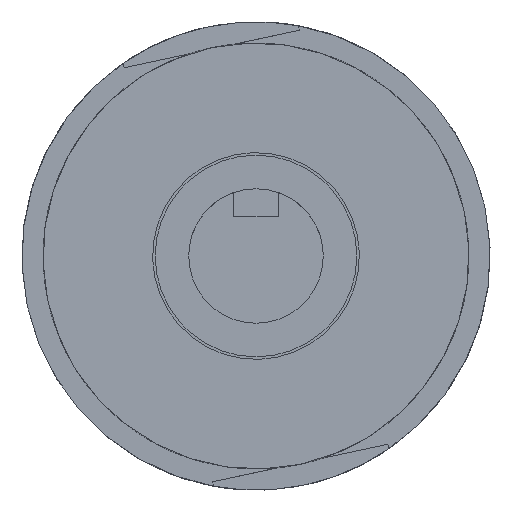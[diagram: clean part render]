
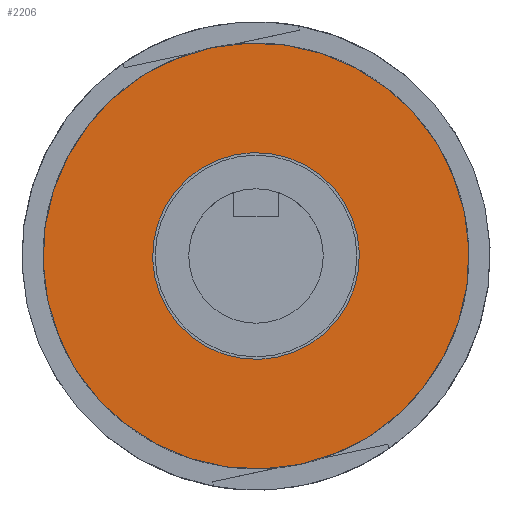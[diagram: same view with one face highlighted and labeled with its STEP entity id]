
A CAD part, front view. The second image highlights one B-rep face of the part: STEP entity #2206.
In plain terms, the highlighted planar face has unit normal (0, -1, 0).
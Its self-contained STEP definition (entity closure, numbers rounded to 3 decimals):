
#8 = AXIS2_PLACEMENT_3D ( 'NONE', #1428, #581, #1243 ) ;
#84 = AXIS2_PLACEMENT_3D ( 'NONE', #196, #2416, #1713 ) ;
#182 = CARTESIAN_POINT ( 'NONE',  ( -72.025, -59.317, -10.301 ) ) ;
#196 = CARTESIAN_POINT ( 'NONE',  ( -81.046, -59.317, -12.228 ) ) ;
#199 = EDGE_LOOP ( 'NONE', ( #327, #959 ) ) ;
#214 = FACE_BOUND ( 'NONE', #1205, .T. ) ;
#327 = ORIENTED_EDGE ( 'NONE', *, *, #1965, .T. ) ;
#381 = DIRECTION ( 'NONE',  ( -0.209, 0., 0.978 ) ) ;
#551 = CIRCLE ( 'NONE', #8, 9.225 ) ;
#581 = DIRECTION ( 'NONE',  ( 0., -1., 0. ) ) ;
#699 = DIRECTION ( 'NONE',  ( -0.209, 0., 0.978 ) ) ;
#721 = EDGE_CURVE ( 'NONE', #2041, #1546, #1945, .T. ) ;
#736 = DIRECTION ( 'NONE',  ( 0., -1., 0. ) ) ;
#864 = DIRECTION ( 'NONE',  ( -0.209, 0., 0.978 ) ) ;
#958 = CARTESIAN_POINT ( 'NONE',  ( -73.952, -59.317, -1.279 ) ) ;
#959 = ORIENTED_EDGE ( 'NONE', *, *, #721, .T. ) ;
#1003 = AXIS2_PLACEMENT_3D ( 'NONE', #1513, #2155, #864 ) ;
#1028 = EDGE_CURVE ( 'NONE', #1825, #1213, #1191, .T. ) ;
#1191 = CIRCLE ( 'NONE', #1003, 9.225 ) ;
#1205 = EDGE_LOOP ( 'NONE', ( #2384, #1305 ) ) ;
#1213 = VERTEX_POINT ( 'NONE', #1220 ) ;
#1220 = CARTESIAN_POINT ( 'NONE',  ( -70.097, -59.317, -19.322 ) ) ;
#1243 = DIRECTION ( 'NONE',  ( -0.209, 0., 0.978 ) ) ;
#1305 = ORIENTED_EDGE ( 'NONE', *, *, #2078, .F. ) ;
#1325 = FACE_OUTER_BOUND ( 'NONE', #199, .T. ) ;
#1428 = CARTESIAN_POINT ( 'NONE',  ( -72.025, -59.317, -10.301 ) ) ;
#1513 = CARTESIAN_POINT ( 'NONE',  ( -72.025, -59.317, -10.301 ) ) ;
#1546 = VERTEX_POINT ( 'NONE', #1953 ) ;
#1643 = CARTESIAN_POINT ( 'NONE',  ( -72.025, -59.317, -10.301 ) ) ;
#1713 = DIRECTION ( 'NONE',  ( 0.209, 0., -0.978 ) ) ;
#1825 = VERTEX_POINT ( 'NONE', #958 ) ;
#1945 = CIRCLE ( 'NONE', #2591, 19. ) ;
#1953 = CARTESIAN_POINT ( 'NONE',  ( -75.995, -59.317, 8.28 ) ) ;
#1965 = EDGE_CURVE ( 'NONE', #1546, #2041, #2292, .T. ) ;
#2041 = VERTEX_POINT ( 'NONE', #2786 ) ;
#2078 = EDGE_CURVE ( 'NONE', #1213, #1825, #551, .T. ) ;
#2155 = DIRECTION ( 'NONE',  ( 0., -1., 0. ) ) ;
#2206 = ADVANCED_FACE ( 'NONE', ( #214, #1325 ), #2832, .F. ) ;
#2292 = CIRCLE ( 'NONE', #2654, 19. ) ;
#2384 = ORIENTED_EDGE ( 'NONE', *, *, #1028, .F. ) ;
#2416 = DIRECTION ( 'NONE',  ( 0., 1., 0. ) ) ;
#2567 = DIRECTION ( 'NONE',  ( 0., -1., 0. ) ) ;
#2591 = AXIS2_PLACEMENT_3D ( 'NONE', #1643, #736, #699 ) ;
#2654 = AXIS2_PLACEMENT_3D ( 'NONE', #182, #2567, #381 ) ;
#2786 = CARTESIAN_POINT ( 'NONE',  ( -68.055, -59.317, -28.881 ) ) ;
#2832 = PLANE ( 'NONE',  #84 ) ;
